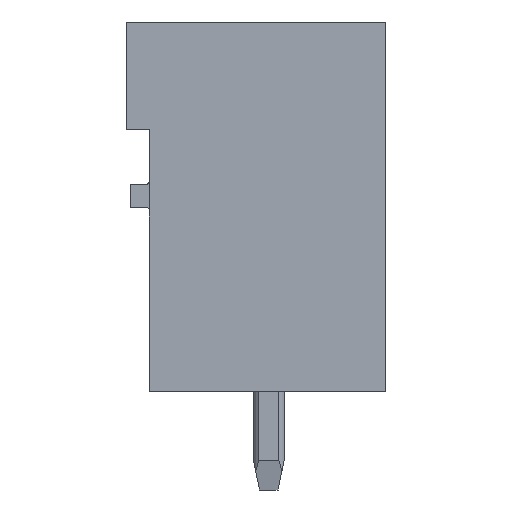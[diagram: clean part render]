
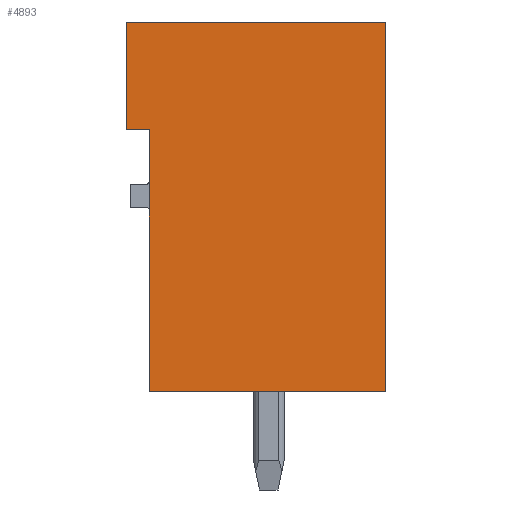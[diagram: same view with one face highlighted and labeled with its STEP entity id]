
A CAD part, left-side view. The second image highlights one B-rep face of the part: STEP entity #4893.
In plain terms, the highlighted planar face has unit normal (-1, 0, 0).
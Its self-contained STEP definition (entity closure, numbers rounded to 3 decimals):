
#4883=AXIS2_PLACEMENT_3D('Plane Axis2P3D',#4880,#4881,#4882) ;
#49=CARTESIAN_POINT('Vertex',(0.,0.,15.2)) ;
#52=CARTESIAN_POINT('Line Origine',(0.,0.,9.2)) ;
#56=CARTESIAN_POINT('Vertex',(0.,0.,3.2)) ;
#151=CARTESIAN_POINT('Vertex',(0.,8.43,15.2)) ;
#154=CARTESIAN_POINT('Line Origine',(0.,4.215,15.2)) ;
#963=CARTESIAN_POINT('Vertex',(0.,8.43,11.7)) ;
#966=CARTESIAN_POINT('Line Origine',(0.,8.43,13.45)) ;
#1308=CARTESIAN_POINT('Vertex',(0.,7.68,3.2)) ;
#1311=CARTESIAN_POINT('Line Origine',(0.,7.68,7.45)) ;
#1315=CARTESIAN_POINT('Vertex',(0.,7.68,11.7)) ;
#1696=CARTESIAN_POINT('Line Origine',(0.,3.84,3.2)) ;
#4828=CARTESIAN_POINT('Line Origine',(0.,8.055,11.7)) ;
#4880=CARTESIAN_POINT('Axis2P3D Location',(0.,0.,0.)) ;
#53=DIRECTION('Vector Direction',(0.,0.,-1.)) ;
#155=DIRECTION('Vector Direction',(0.,-1.,0.)) ;
#967=DIRECTION('Vector Direction',(0.,0.,-1.)) ;
#1312=DIRECTION('Vector Direction',(0.,0.,-1.)) ;
#1697=DIRECTION('Vector Direction',(0.,1.,0.)) ;
#4829=DIRECTION('Vector Direction',(0.,-1.,0.)) ;
#4881=DIRECTION('Axis2P3D Direction',(-1.,0.,0.)) ;
#4882=DIRECTION('Axis2P3D XDirection',(0.,0.,1.)) ;
#54=VECTOR('Line Direction',#53,1.) ;
#156=VECTOR('Line Direction',#155,1.) ;
#968=VECTOR('Line Direction',#967,1.) ;
#1313=VECTOR('Line Direction',#1312,1.) ;
#1698=VECTOR('Line Direction',#1697,1.) ;
#4830=VECTOR('Line Direction',#4829,1.) ;
#4886=ORIENTED_EDGE('',*,*,#158,.T.) ;
#4887=ORIENTED_EDGE('',*,*,#970,.T.) ;
#4888=ORIENTED_EDGE('',*,*,#4832,.T.) ;
#4889=ORIENTED_EDGE('',*,*,#1317,.T.) ;
#4890=ORIENTED_EDGE('',*,*,#1700,.T.) ;
#4891=ORIENTED_EDGE('',*,*,#58,.T.) ;
#4893=ADVANCED_FACE('HOUSING',(#4892),#4884,.T.) ;
#58=EDGE_CURVE('',#57,#50,#55,.F.) ;
#158=EDGE_CURVE('',#50,#152,#157,.F.) ;
#970=EDGE_CURVE('',#152,#964,#969,.T.) ;
#1317=EDGE_CURVE('',#1316,#1309,#1314,.T.) ;
#1700=EDGE_CURVE('',#1309,#57,#1699,.F.) ;
#4832=EDGE_CURVE('',#964,#1316,#4831,.T.) ;
#4885=EDGE_LOOP('',(#4886,#4887,#4888,#4889,#4890,#4891)) ;
#4892=FACE_OUTER_BOUND('',#4885,.T.) ;
#55=LINE('Line',#52,#54) ;
#157=LINE('Line',#154,#156) ;
#969=LINE('Line',#966,#968) ;
#1314=LINE('Line',#1311,#1313) ;
#1699=LINE('Line',#1696,#1698) ;
#4831=LINE('Line',#4828,#4830) ;
#4884=PLANE('',#4883) ;
#50=VERTEX_POINT('',#49) ;
#57=VERTEX_POINT('',#56) ;
#152=VERTEX_POINT('',#151) ;
#964=VERTEX_POINT('',#963) ;
#1309=VERTEX_POINT('',#1308) ;
#1316=VERTEX_POINT('',#1315) ;
